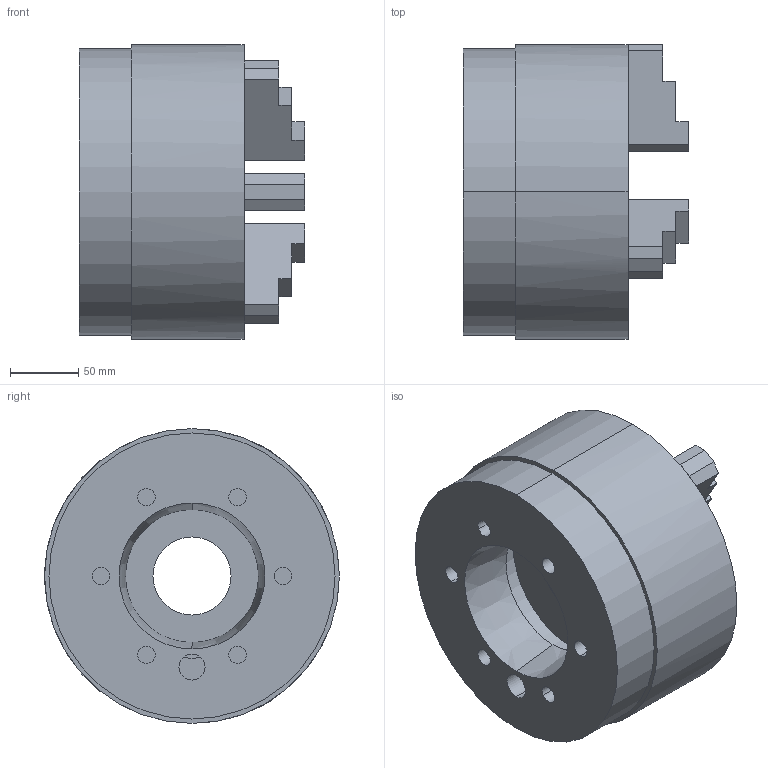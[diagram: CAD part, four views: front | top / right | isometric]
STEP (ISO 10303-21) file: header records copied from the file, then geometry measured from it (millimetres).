
FILE_DESCRIPTION (( 'STEP AP203' ), '1' );
FILE_NAME ('05-0807.STEP', '2025-02-26T16:29:01', ( '' ), ( '' ), 'SwSTEP 2.0', 'SolidWorks 2023', '' );
FILE_SCHEMA (( 'CONFIG_CONTROL_DESIGN' ));
Length unit declared in the file: inch
Products named in the file (1): 05-0807
Bounding box: 165.1 x 215.9 x 215.9 mm (x, y, z)
Surface area: 209912.8 mm2 (no closed solid volume)
Topology: 0 solids, 1 shells, 87 faces, 246 edges, 165 vertices
Faces by surface type: plane 51, cylinder 34, cone 2
Entity records: 2932 total; most frequent: DIRECTION 515, CARTESIAN_POINT 499, ORIENTED_EDGE 450, EDGE_CURVE 246, AXIS2_PLACEMENT_3D 181, VERTEX_POINT 165, VECTOR 153, LINE 153
